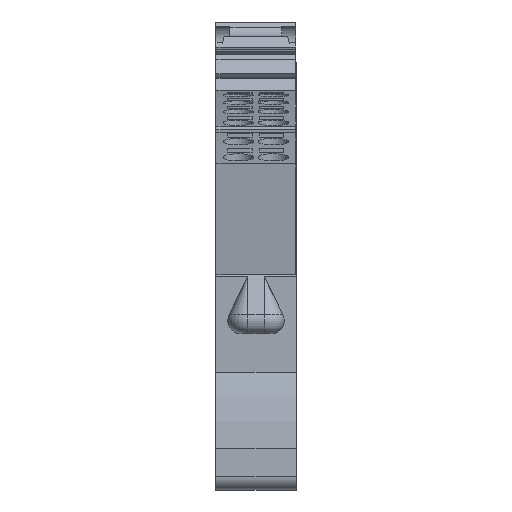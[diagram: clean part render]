
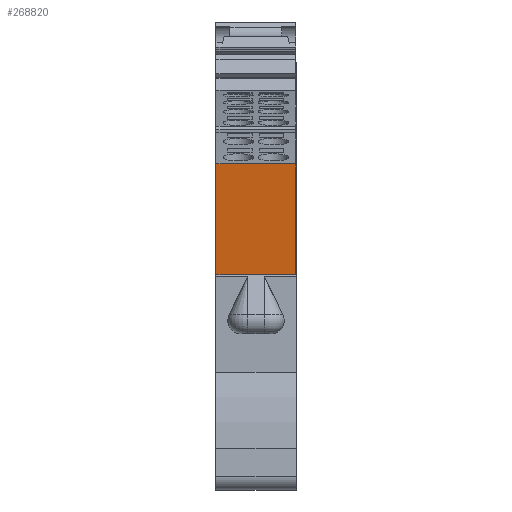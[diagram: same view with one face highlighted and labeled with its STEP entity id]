
A CAD part, front view. The second image highlights one B-rep face of the part: STEP entity #268820.
In plain terms, the highlighted face is planar.
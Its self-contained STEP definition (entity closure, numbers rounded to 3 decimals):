
#108890=CARTESIAN_POINT('',(-11.868,63.119,-35.425))
;
#108900=DIRECTION('',(0.,0.,1.));
#108910=VECTOR('',#108900,1.);
#108920=LINE('',#108890,#108910);
#108930=CARTESIAN_POINT('',(-11.868,63.119,-47.425))
;
#108940=VERTEX_POINT('',#108930);
#108950=CARTESIAN_POINT('',(-11.868,63.119,-35.425))
;
#108960=VERTEX_POINT('',#108950);
#108970=EDGE_CURVE('',#108940,#108960,#108920,.T.);
#123300=CARTESIAN_POINT('',(-2.799,-5.769,-35.425)
);
#123310=DIRECTION('',(0.131,-0.991,0.));
#123320=VECTOR('',#123310,1.);
#123330=LINE('',#123300,#123320);
#123340=CARTESIAN_POINT('',(-9.675,46.459,-35.425))
;
#123350=VERTEX_POINT('',#123340);
#123360=EDGE_CURVE('',#108960,#123350,#123330,.T.);
#168370=CARTESIAN_POINT('',(-2.799,-5.769,-47.425)
);
#168380=DIRECTION('',(0.131,-0.991,0.));
#168390=VECTOR('',#168380,1.);
#168400=LINE('',#168370,#168390);
#168410=CARTESIAN_POINT('',(-9.675,46.459,-47.425))
;
#168420=VERTEX_POINT('',#168410);
#168430=EDGE_CURVE('',#108940,#168420,#168400,.T.);
#179650=CARTESIAN_POINT('',(-9.675,46.459,0.));
#179660=DIRECTION('',(0.,0.,-1.));
#179670=VECTOR('',#179660,1.);
#179680=LINE('',#179650,#179670);
#179690=EDGE_CURVE('',#123350,#168420,#179680,.T.);
#268710=CARTESIAN_POINT('',(-11.868,63.119,-35.425))
;
#268720=DIRECTION('',(-0.991,-0.131,-0.));
#268730=DIRECTION('',(-0.131,0.991,0.));
#268740=AXIS2_PLACEMENT_3D('',#268710,#268720,#268730);
#268750=PLANE('',#268740);
#268760=ORIENTED_EDGE('',*,*,#108970,.F.);
#268770=ORIENTED_EDGE('',*,*,#123360,.F.);
#268780=ORIENTED_EDGE('',*,*,#179690,.F.);
#268790=ORIENTED_EDGE('',*,*,#168430,.T.);
#268800=EDGE_LOOP('',(#268790,#268780,#268770,#268760));
#268810=FACE_OUTER_BOUND('',#268800,.T.);
#268820=ADVANCED_FACE('',(#268810),#268750,.T.);
